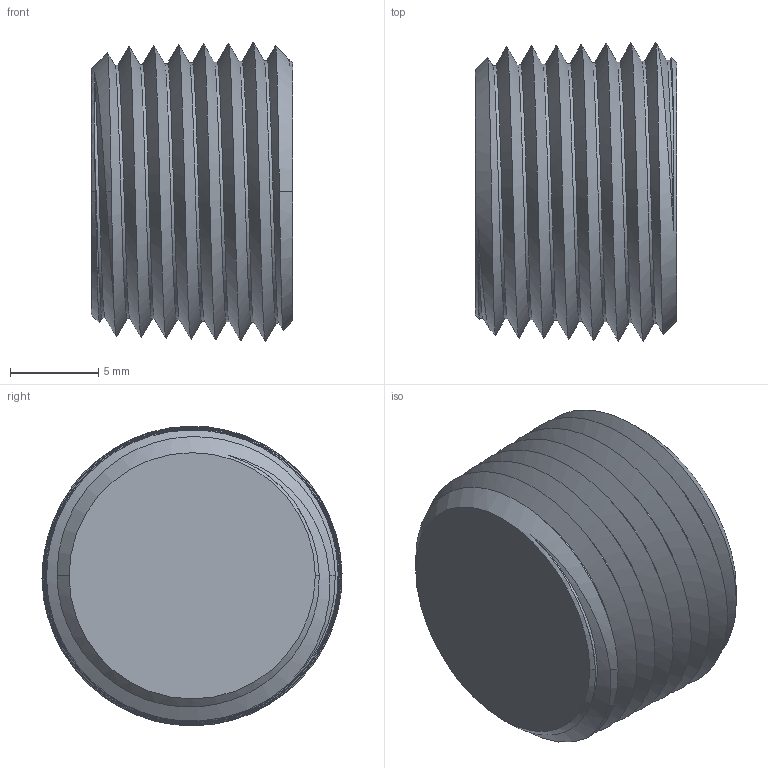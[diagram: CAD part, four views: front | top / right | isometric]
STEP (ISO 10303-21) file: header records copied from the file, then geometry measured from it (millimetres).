
FILE_DESCRIPTION(/* description */ (''),/* implementation_level */ '2;1');
FILE_NAME(/* name */ '109-N3.stp',/* time_stamp */ '2024-01-23T09:54:31-05:00',/* author */ ('esanner'),/* organization */ (''),/* preprocessor_version */ 'ST-DEVELOPER v19',/* originating_system */ 'AutoCAD Mechanical',/* authorisation */ '');
FILE_SCHEMA (('AUTOMOTIVE_DESIGN { 1 0 10303 214 3 1 1 }'));
Length unit declared in the file: millimetre
Products named in the file (2): Product; 109-N3
Assembly tree (1 placements, depth 2):
  Product
    109-N3
Bounding box: 11.43 x 17.04 x 17.02 mm (x, y, z)
Volume: 1745.4 mm3; surface area: 1540.7 mm2
Topology: 1 solids, 1 shells, 24 faces, 52 edges, 31 vertices
Faces by surface type: cone 12, plane 9, bspline 3
Entity records: 3219 total; most frequent: CARTESIAN_POINT 2709, ORIENTED_EDGE 104, DIRECTION 88, EDGE_CURVE 52, AXIS2_PLACEMENT_3D 35, VERTEX_POINT 31, EDGE_LOOP 25, FACE_OUTER_BOUND 24
